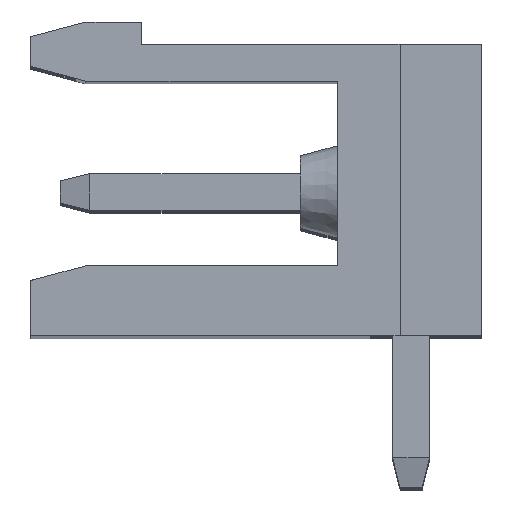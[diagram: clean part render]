
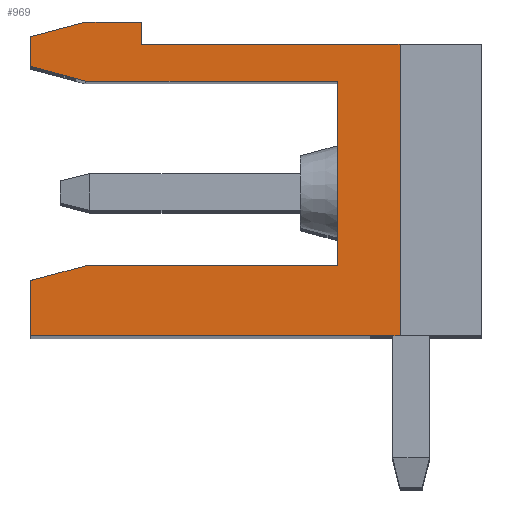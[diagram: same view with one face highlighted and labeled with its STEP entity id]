
A CAD part, top view. The second image highlights one B-rep face of the part: STEP entity #969.
In plain terms, the highlighted planar face has unit normal (0, 0, 1).
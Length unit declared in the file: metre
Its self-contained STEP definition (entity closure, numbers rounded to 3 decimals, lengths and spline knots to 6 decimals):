
#969=ADVANCED_FACE('',(#2207),#2208,.F.);
#2207=FACE_OUTER_BOUND('',#3730,.T.);
#2208=PLANE('',#3731);
#3730=EDGE_LOOP('',(#6561,#6562,#6563,#6564,#6565,#6566,#6567,#6568,#6569,#6570,#6571,#6572,#6573));
#3731=AXIS2_PLACEMENT_3D('',#6574,#6575,#6576);
#6561=ORIENTED_EDGE('',*,*,#9869,.T.);
#6562=ORIENTED_EDGE('',*,*,#9871,.T.);
#6563=ORIENTED_EDGE('',*,*,#9872,.T.);
#6564=ORIENTED_EDGE('',*,*,#9873,.T.);
#6565=ORIENTED_EDGE('',*,*,#9874,.T.);
#6566=ORIENTED_EDGE('',*,*,#9875,.T.);
#6567=ORIENTED_EDGE('',*,*,#9876,.T.);
#6568=ORIENTED_EDGE('',*,*,#9877,.F.);
#6569=ORIENTED_EDGE('',*,*,#9878,.F.);
#6570=ORIENTED_EDGE('',*,*,#9879,.F.);
#6571=ORIENTED_EDGE('',*,*,#9880,.F.);
#6572=ORIENTED_EDGE('',*,*,#9881,.F.);
#6573=ORIENTED_EDGE('',*,*,#9882,.T.);
#6574=CARTESIAN_POINT('',(-0.0037,0.0069,0.40824));
#6575=DIRECTION('',(0.0,0.0,-1.0));
#6576=DIRECTION('',(0.0,-1.0,0.0));
#9869=EDGE_CURVE('',#11992,#12067,#12069,.T.);
#9871=EDGE_CURVE('',#12067,#12071,#12072,.T.);
#9872=EDGE_CURVE('',#12071,#12073,#12074,.T.);
#9873=EDGE_CURVE('',#12073,#12075,#12076,.T.);
#9874=EDGE_CURVE('',#12075,#12077,#12078,.T.);
#9875=EDGE_CURVE('',#12077,#12079,#12080,.T.);
#9876=EDGE_CURVE('',#12079,#12081,#12082,.T.);
#9877=EDGE_CURVE('',#12083,#12081,#12084,.T.);
#9878=EDGE_CURVE('',#12085,#12083,#12086,.T.);
#9879=EDGE_CURVE('',#12087,#12085,#12088,.T.);
#9880=EDGE_CURVE('',#12089,#12087,#12090,.T.);
#9881=EDGE_CURVE('',#12091,#12089,#12092,.T.);
#9882=EDGE_CURVE('',#12091,#11992,#12093,.T.);
#11992=VERTEX_POINT('',#15132);
#12067=VERTEX_POINT('',#15249);
#12069=LINE('',#15252,#15253);
#12071=VERTEX_POINT('',#15255);
#12072=LINE('',#15256,#15257);
#12073=VERTEX_POINT('',#15258);
#12074=LINE('',#15259,#15260);
#12075=VERTEX_POINT('',#15261);
#12076=LINE('',#15262,#15263);
#12077=VERTEX_POINT('',#15264);
#12078=LINE('',#15265,#15266);
#12079=VERTEX_POINT('',#15267);
#12080=LINE('',#15268,#15269);
#12081=VERTEX_POINT('',#15270);
#12082=LINE('',#15271,#15272);
#12083=VERTEX_POINT('',#15273);
#12084=LINE('',#15274,#15275);
#12085=VERTEX_POINT('',#15276);
#12086=LINE('',#15277,#15278);
#12087=VERTEX_POINT('',#15279);
#12088=LINE('',#15280,#15281);
#12089=VERTEX_POINT('',#15282);
#12090=LINE('',#15283,#15284);
#12091=VERTEX_POINT('',#15285);
#12092=LINE('',#15286,#15287);
#12093=LINE('',#15288,#15289);
#15132=CARTESIAN_POINT('',(-0.012,0.,0.40824));
#15249=CARTESIAN_POINT('',(-0.002,0.,0.40824));
#15252=CARTESIAN_POINT('',(-0.012,0.,0.40824));
#15253=VECTOR('',#17540,1.0);
#15255=CARTESIAN_POINT('',(-0.002,0.0079,0.40824));
#15256=CARTESIAN_POINT('',(-0.002,0.0079,0.40824));
#15257=VECTOR('',#17541,1.0);
#15258=CARTESIAN_POINT('',(-0.009,0.0079,0.40824));
#15259=CARTESIAN_POINT('',(-0.0022,0.0079,0.40824));
#15260=VECTOR('',#17542,1.0);
#15261=CARTESIAN_POINT('',(-0.009,0.0085,0.40824));
#15262=CARTESIAN_POINT('',(-0.009,0.0081,0.40824));
#15263=VECTOR('',#17543,1.0);
#15264=CARTESIAN_POINT('',(-0.010507,0.0085,0.40824));
#15265=CARTESIAN_POINT('',(-0.009,0.0085,0.40824));
#15266=VECTOR('',#17544,1.0);
#15267=CARTESIAN_POINT('',(-0.012,0.0081,0.40824));
#15268=CARTESIAN_POINT('',(-0.010507,0.0085,0.40824));
#15269=VECTOR('',#17545,1.0);
#15270=CARTESIAN_POINT('',(-0.012,0.0073,0.40824));
#15271=CARTESIAN_POINT('',(-0.012,0.0082,0.40824));
#15272=VECTOR('',#17546,1.0);
#15273=CARTESIAN_POINT('',(-0.010507,0.0069,0.40824));
#15274=CARTESIAN_POINT('',(-0.012,0.0073,0.40824));
#15275=VECTOR('',#17547,1.0);
#15276=CARTESIAN_POINT('',(-0.0037,0.0069,0.40824));
#15277=CARTESIAN_POINT('',(-0.010507,0.0069,0.40824));
#15278=VECTOR('',#17548,1.0);
#15279=CARTESIAN_POINT('',(-0.0037,0.0019,0.40824));
#15280=CARTESIAN_POINT('',(-0.0037,0.0069,0.40824));
#15281=VECTOR('',#17549,1.0);
#15282=CARTESIAN_POINT('',(-0.0105,0.0019,0.40824));
#15283=CARTESIAN_POINT('',(-0.0037,0.0019,0.40824));
#15284=VECTOR('',#17550,1.0);
#15285=CARTESIAN_POINT('',(-0.012,0.001498,0.40824));
#15286=CARTESIAN_POINT('',(-0.0105,0.0019,0.40824));
#15287=VECTOR('',#17551,1.0);
#15288=CARTESIAN_POINT('',(-0.012,0.0082,0.40824));
#15289=VECTOR('',#17552,1.0);
#17540=DIRECTION('',(1.0,0.0,0.0));
#17541=DIRECTION('',(0.0,1.0,0.0));
#17542=DIRECTION('',(-1.0,0.0,0.0));
#17543=DIRECTION('',(0.,1.0,0.0));
#17544=DIRECTION('',(-1.0,0.0,0.0));
#17545=DIRECTION('',(-0.966,-0.259,0.0));
#17546=DIRECTION('',(0.0,-1.0,0.0));
#17547=DIRECTION('',(-0.966,0.259,0.0));
#17548=DIRECTION('',(-1.0,0.0,0.0));
#17549=DIRECTION('',(0.,1.0,0.0));
#17550=DIRECTION('',(1.0,0.0,0.0));
#17551=DIRECTION('',(0.966,0.259,0.0));
#17552=DIRECTION('',(0.0,-1.0,0.0));
